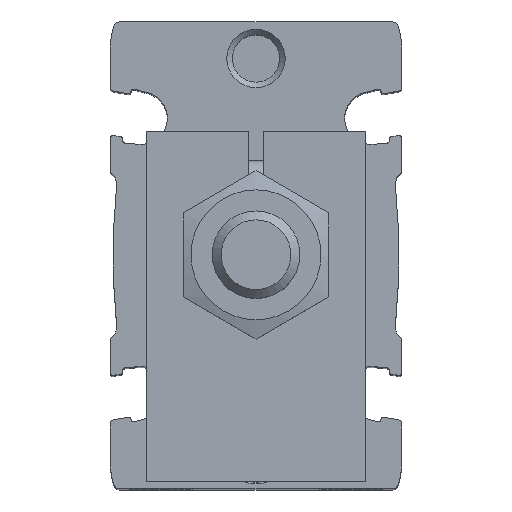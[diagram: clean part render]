
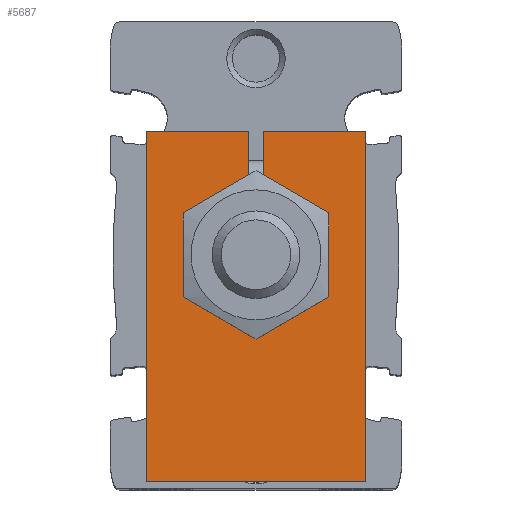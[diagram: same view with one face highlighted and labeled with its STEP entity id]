
A CAD part, top view. The second image highlights one B-rep face of the part: STEP entity #5687.
In plain terms, the highlighted planar face has unit normal (0, 0, 1).
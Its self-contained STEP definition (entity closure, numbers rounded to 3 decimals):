
#226=PLANE('',#6196);
#463=LINE('',#9079,#729);
#465=LINE('',#9084,#731);
#468=LINE('',#9092,#734);
#471=LINE('',#9098,#737);
#474=LINE('',#9106,#740);
#478=LINE('',#9117,#744);
#479=LINE('',#9119,#745);
#729=VECTOR('',#7359,1000.);
#731=VECTOR('',#7363,1000.);
#734=VECTOR('',#7370,1000.);
#737=VECTOR('',#7375,1000.);
#740=VECTOR('',#7382,1000.);
#744=VECTOR('',#7394,1000.);
#745=VECTOR('',#7395,1000.);
#962=CIRCLE('',#6197,3.);
#2034=ORIENTED_EDGE('',*,*,#2710,.F.);
#2035=ORIENTED_EDGE('',*,*,#2691,.T.);
#2036=ORIENTED_EDGE('',*,*,#2697,.T.);
#2037=ORIENTED_EDGE('',*,*,#2700,.T.);
#2038=ORIENTED_EDGE('',*,*,#2704,.T.);
#2039=ORIENTED_EDGE('',*,*,#2693,.T.);
#2040=ORIENTED_EDGE('',*,*,#2711,.F.);
#2041=ORIENTED_EDGE('',*,*,#2712,.F.);
#2691=EDGE_CURVE('',#3144,#3146,#463,.T.);
#2693=EDGE_CURVE('',#3149,#3148,#465,.T.);
#2697=EDGE_CURVE('',#3146,#3152,#468,.T.);
#2700=EDGE_CURVE('',#3152,#3154,#471,.T.);
#2704=EDGE_CURVE('',#3154,#3149,#474,.T.);
#2710=EDGE_CURVE('',#3144,#3160,#478,.T.);
#2711=EDGE_CURVE('',#3161,#3148,#479,.T.);
#2712=EDGE_CURVE('',#3160,#3161,#962,.T.);
#3144=VERTEX_POINT('',#9074);
#3146=VERTEX_POINT('',#9078);
#3148=VERTEX_POINT('',#9083);
#3149=VERTEX_POINT('',#9085);
#3152=VERTEX_POINT('',#9093);
#3154=VERTEX_POINT('',#9099);
#3160=VERTEX_POINT('',#9118);
#3161=VERTEX_POINT('',#9120);
#3615=EDGE_LOOP('',(#2034,#2035,#2036,#2037,#2038,#2039,#2040,#2041));
#3992=FACE_BOUND('',#3615,.T.);
#5687=ADVANCED_FACE('',(#3992),#226,.T.);
#6196=AXIS2_PLACEMENT_3D('',#9116,#7392,#7393);
#6197=AXIS2_PLACEMENT_3D('',#9121,#7396,#7397);
#7359=DIRECTION('',(-1.,0.,0.));
#7363=DIRECTION('',(-1.,0.,0.));
#7370=DIRECTION('',(0.,-1.,0.));
#7375=DIRECTION('',(1.,0.,0.));
#7382=DIRECTION('',(0.,1.,0.));
#7392=DIRECTION('',(0.,0.,1.));
#7393=DIRECTION('',(1.,0.,0.));
#7394=DIRECTION('',(0.,-1.,0.));
#7395=DIRECTION('',(0.,1.,0.));
#7396=DIRECTION('',(0.,0.,1.));
#7397=DIRECTION('',(1.,0.,0.));
#9074=CARTESIAN_POINT('',(-0.5,24.,0.));
#9078=CARTESIAN_POINT('',(-7.5,24.,0.));
#9079=CARTESIAN_POINT('',(7.5,24.,0.));
#9083=CARTESIAN_POINT('',(0.5,24.,0.));
#9084=CARTESIAN_POINT('',(7.5,24.,0.));
#9085=CARTESIAN_POINT('',(7.5,24.,0.));
#9092=CARTESIAN_POINT('',(-7.5,24.,0.));
#9093=CARTESIAN_POINT('',(-7.5,0.,0.));
#9098=CARTESIAN_POINT('',(-7.5,0.,0.));
#9099=CARTESIAN_POINT('',(7.5,0.,0.));
#9106=CARTESIAN_POINT('',(7.5,0.,0.));
#9116=CARTESIAN_POINT('',(0.,0.,0.));
#9117=CARTESIAN_POINT('',(-0.5,24.,0.));
#9118=CARTESIAN_POINT('',(-0.5,18.458,0.));
#9119=CARTESIAN_POINT('',(0.5,18.458,0.));
#9120=CARTESIAN_POINT('',(0.5,18.458,0.));
#9121=CARTESIAN_POINT('',(0.,15.5,0.));
